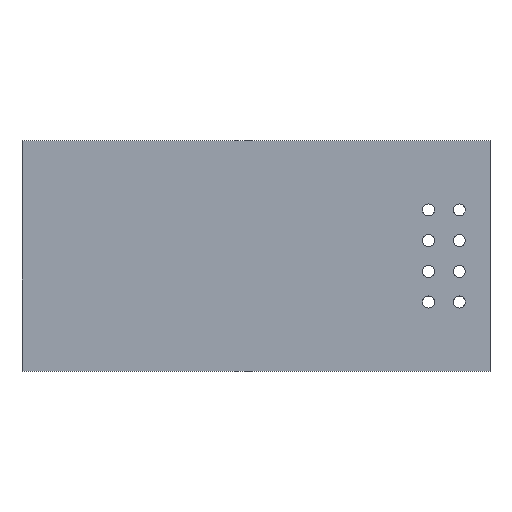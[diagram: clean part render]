
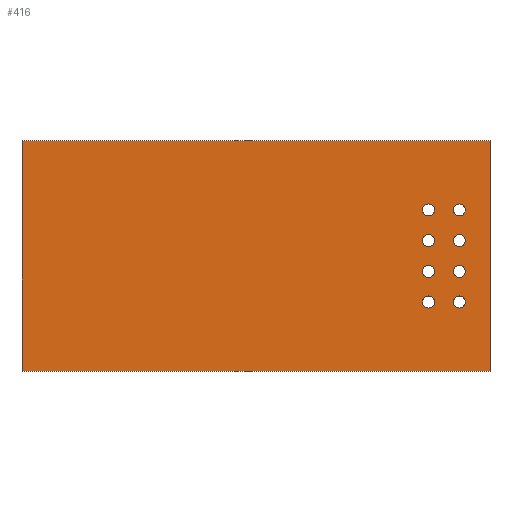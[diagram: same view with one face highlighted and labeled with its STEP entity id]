
A CAD part, top view. The second image highlights one B-rep face of the part: STEP entity #416.
In plain terms, the highlighted planar face has unit normal (0, 0, 1).
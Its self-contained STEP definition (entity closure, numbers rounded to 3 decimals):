
#33 = VERTEX_POINT('',#34);
#34 = CARTESIAN_POINT('',(229.235,-109.22,0.));
#51 = VERTEX_POINT('',#52);
#52 = CARTESIAN_POINT('',(229.235,-128.27,0.));
#58 = EDGE_CURVE('',#33,#51,#59,.T.);
#59 = LINE('',#60,#61);
#60 = CARTESIAN_POINT('',(229.235,-109.22,0.));
#61 = VECTOR('',#62,1.);
#62 = DIRECTION('',(0.,-1.,0.));
#73 = VERTEX_POINT('',#74);
#74 = CARTESIAN_POINT('',(190.5,-109.22,0.));
#89 = EDGE_CURVE('',#73,#33,#90,.T.);
#90 = LINE('',#91,#92);
#91 = CARTESIAN_POINT('',(190.5,-109.22,0.));
#92 = VECTOR('',#93,1.);
#93 = DIRECTION('',(1.,0.,0.));
#113 = VERTEX_POINT('',#114);
#114 = CARTESIAN_POINT('',(190.5,-128.27,0.));
#120 = EDGE_CURVE('',#51,#113,#121,.T.);
#121 = LINE('',#122,#123);
#122 = CARTESIAN_POINT('',(229.235,-128.27,0.));
#123 = VECTOR('',#124,1.);
#124 = DIRECTION('',(-1.,0.,0.));
#142 = EDGE_CURVE('',#113,#73,#143,.T.);
#143 = LINE('',#144,#145);
#144 = CARTESIAN_POINT('',(190.5,-128.27,0.));
#145 = VECTOR('',#146,1.);
#146 = DIRECTION('',(0.,1.,0.));
#157 = VERTEX_POINT('',#158);
#158 = CARTESIAN_POINT('',(227.195,-122.555,0.));
#174 = EDGE_CURVE('',#157,#157,#175,.T.);
#175 = CIRCLE('',#176,0.5);
#176 = AXIS2_PLACEMENT_3D('',#177,#178,#179);
#177 = CARTESIAN_POINT('',(226.695,-122.555,0.));
#178 = DIRECTION('',(0.,0.,1.));
#179 = DIRECTION('',(1.,0.,-0.));
#190 = VERTEX_POINT('',#191);
#191 = CARTESIAN_POINT('',(227.195,-120.015,0.));
#207 = EDGE_CURVE('',#190,#190,#208,.T.);
#208 = CIRCLE('',#209,0.5);
#209 = AXIS2_PLACEMENT_3D('',#210,#211,#212);
#210 = CARTESIAN_POINT('',(226.695,-120.015,0.));
#211 = DIRECTION('',(0.,0.,1.));
#212 = DIRECTION('',(1.,0.,-0.));
#223 = VERTEX_POINT('',#224);
#224 = CARTESIAN_POINT('',(224.655,-122.555,0.));
#240 = EDGE_CURVE('',#223,#223,#241,.T.);
#241 = CIRCLE('',#242,0.5);
#242 = AXIS2_PLACEMENT_3D('',#243,#244,#245);
#243 = CARTESIAN_POINT('',(224.155,-122.555,0.));
#244 = DIRECTION('',(0.,0.,1.));
#245 = DIRECTION('',(1.,0.,-0.));
#256 = VERTEX_POINT('',#257);
#257 = CARTESIAN_POINT('',(224.655,-120.015,0.));
#273 = EDGE_CURVE('',#256,#256,#274,.T.);
#274 = CIRCLE('',#275,0.5);
#275 = AXIS2_PLACEMENT_3D('',#276,#277,#278);
#276 = CARTESIAN_POINT('',(224.155,-120.015,0.));
#277 = DIRECTION('',(0.,0.,1.));
#278 = DIRECTION('',(1.,0.,-0.));
#289 = VERTEX_POINT('',#290);
#290 = CARTESIAN_POINT('',(224.655,-114.935,0.));
#306 = EDGE_CURVE('',#289,#289,#307,.T.);
#307 = CIRCLE('',#308,0.5);
#308 = AXIS2_PLACEMENT_3D('',#309,#310,#311);
#309 = CARTESIAN_POINT('',(224.155,-114.935,0.));
#310 = DIRECTION('',(0.,0.,1.));
#311 = DIRECTION('',(1.,0.,-0.));
#322 = VERTEX_POINT('',#323);
#323 = CARTESIAN_POINT('',(227.195,-114.935,0.));
#339 = EDGE_CURVE('',#322,#322,#340,.T.);
#340 = CIRCLE('',#341,0.5);
#341 = AXIS2_PLACEMENT_3D('',#342,#343,#344);
#342 = CARTESIAN_POINT('',(226.695,-114.935,0.));
#343 = DIRECTION('',(0.,0.,1.));
#344 = DIRECTION('',(1.,0.,-0.));
#355 = VERTEX_POINT('',#356);
#356 = CARTESIAN_POINT('',(224.655,-117.475,0.));
#372 = EDGE_CURVE('',#355,#355,#373,.T.);
#373 = CIRCLE('',#374,0.5);
#374 = AXIS2_PLACEMENT_3D('',#375,#376,#377);
#375 = CARTESIAN_POINT('',(224.155,-117.475,0.));
#376 = DIRECTION('',(0.,0.,1.));
#377 = DIRECTION('',(1.,0.,-0.));
#388 = VERTEX_POINT('',#389);
#389 = CARTESIAN_POINT('',(227.195,-117.475,0.));
#405 = EDGE_CURVE('',#388,#388,#406,.T.);
#406 = CIRCLE('',#407,0.5);
#407 = AXIS2_PLACEMENT_3D('',#408,#409,#410);
#408 = CARTESIAN_POINT('',(226.695,-117.475,0.));
#409 = DIRECTION('',(0.,0.,1.));
#410 = DIRECTION('',(1.,0.,-0.));
#416 = ADVANCED_FACE('',(#417,#423,#426,#429,#432,#435,#438,#441,#444),
  #447,.T.);
#417 = FACE_BOUND('',#418,.T.);
#418 = EDGE_LOOP('',(#419,#420,#421,#422));
#419 = ORIENTED_EDGE('',*,*,#58,.F.);
#420 = ORIENTED_EDGE('',*,*,#89,.F.);
#421 = ORIENTED_EDGE('',*,*,#142,.F.);
#422 = ORIENTED_EDGE('',*,*,#120,.F.);
#423 = FACE_BOUND('',#424,.T.);
#424 = EDGE_LOOP('',(#425));
#425 = ORIENTED_EDGE('',*,*,#174,.F.);
#426 = FACE_BOUND('',#427,.T.);
#427 = EDGE_LOOP('',(#428));
#428 = ORIENTED_EDGE('',*,*,#207,.F.);
#429 = FACE_BOUND('',#430,.T.);
#430 = EDGE_LOOP('',(#431));
#431 = ORIENTED_EDGE('',*,*,#240,.F.);
#432 = FACE_BOUND('',#433,.T.);
#433 = EDGE_LOOP('',(#434));
#434 = ORIENTED_EDGE('',*,*,#273,.F.);
#435 = FACE_BOUND('',#436,.T.);
#436 = EDGE_LOOP('',(#437));
#437 = ORIENTED_EDGE('',*,*,#306,.F.);
#438 = FACE_BOUND('',#439,.T.);
#439 = EDGE_LOOP('',(#440));
#440 = ORIENTED_EDGE('',*,*,#339,.F.);
#441 = FACE_BOUND('',#442,.T.);
#442 = EDGE_LOOP('',(#443));
#443 = ORIENTED_EDGE('',*,*,#372,.F.);
#444 = FACE_BOUND('',#445,.T.);
#445 = EDGE_LOOP('',(#446));
#446 = ORIENTED_EDGE('',*,*,#405,.F.);
#447 = PLANE('',#448);
#448 = AXIS2_PLACEMENT_3D('',#449,#450,#451);
#449 = CARTESIAN_POINT('',(229.235,-109.22,0.));
#450 = DIRECTION('',(0.,0.,1.));
#451 = DIRECTION('',(1.,0.,-0.));
